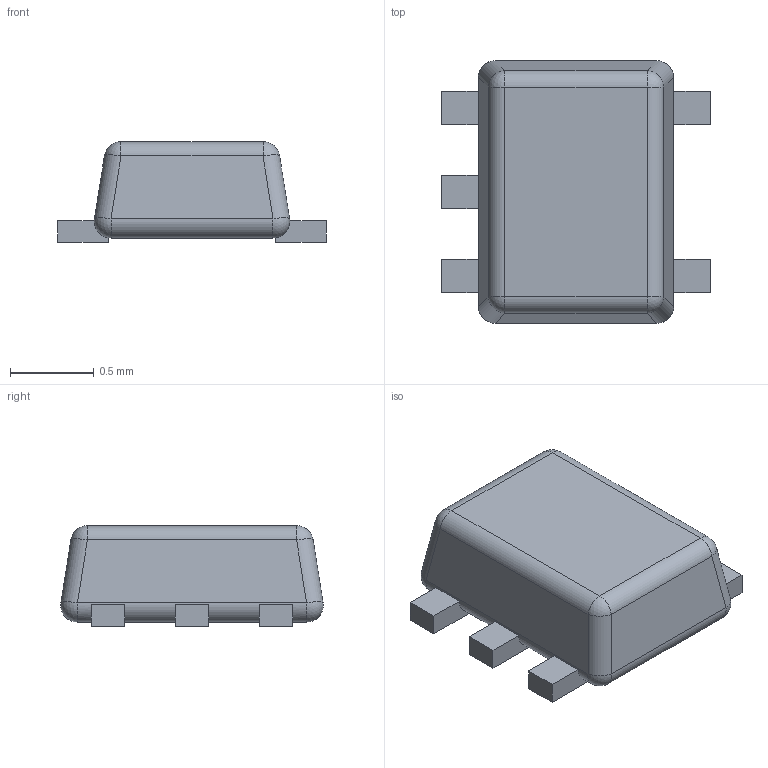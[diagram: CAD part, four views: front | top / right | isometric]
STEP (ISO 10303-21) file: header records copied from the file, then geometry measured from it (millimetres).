
FILE_DESCRIPTION((''),'2;1');
FILE_NAME('DRL0005A_ASM','2024-07-18T10:51:58',('a0412086'),(''),'CREO PARAMETRIC BY PTC INC, 2018500','CREO PARAMETRIC BY PTC INC, 2018500','');
FILE_SCHEMA(('CONFIG_CONTROL_DESIGN','SHAPE_APPEARANCE_LAYERS_GROUPS'));
Length unit declared in the file: millimetre
Products named in the file (4): FRAME-DRL0005A; BODY-SOT; PIN1-ID; DRL0005A_ASM
Assembly tree (3 placements, depth 2):
  DRL0005A_ASM
    FRAME-DRL0005A
    BODY-SOT
    PIN1-ID
Bounding box: 1.6 x 1.57 x 0.6 mm (x, y, z)
Volume: 1 mm3; surface area: 7.2 mm2
Topology: 6 solids, 6 shells, 76 faces, 153 edges, 94 vertices
Faces by surface type: plane 56, cylinder 12, sphere 8
Entity records: 2580 total; most frequent: DIRECTION 353, CARTESIAN_POINT 330, ORIENTED_EDGE 306, PRESENTATION_STYLE_ASSIGNMENT 159, STYLED_ITEM 159, CURVE_STYLE 153, EDGE_CURVE 153, VECTOR 119
